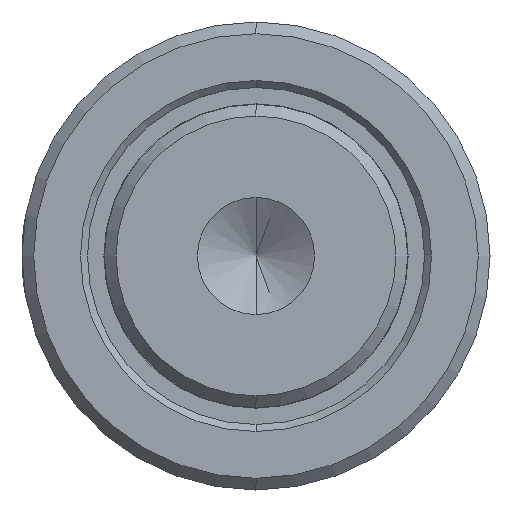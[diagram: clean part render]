
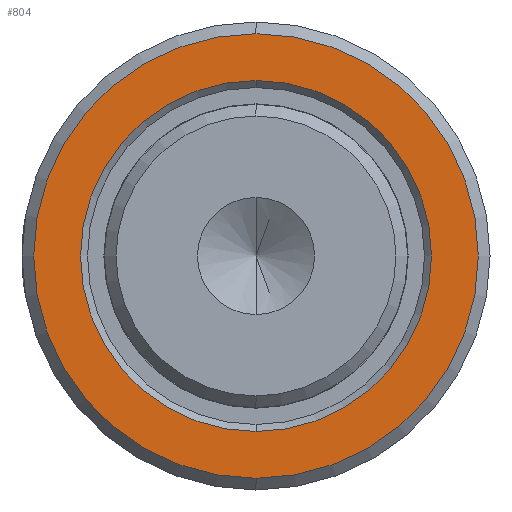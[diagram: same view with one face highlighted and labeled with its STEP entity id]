
A CAD part, left-side view. The second image highlights one B-rep face of the part: STEP entity #804.
In plain terms, the highlighted planar face has unit normal (-1, 0, 0).
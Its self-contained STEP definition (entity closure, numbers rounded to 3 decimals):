
#1 = PLANE ( 'NONE',  #255 ) ;
#10 = CARTESIAN_POINT ( 'NONE',  ( 10., -6.5, 0. ) ) ;
#14 = CARTESIAN_POINT ( 'NONE',  ( 10., 0., 7.5 ) ) ;
#48 = CARTESIAN_POINT ( 'NONE',  ( 10., 0., -9.5 ) ) ;
#57 = CARTESIAN_POINT ( 'NONE',  ( 10., 0., 0. ) ) ;
#74 = ORIENTED_EDGE ( 'NONE', *, *, #720, .T. ) ;
#118 = CIRCLE ( 'NONE', #867, 7.5 ) ;
#121 = VERTEX_POINT ( 'NONE', #276 ) ;
#206 = DIRECTION ( 'NONE',  ( 0., 0., 1. ) ) ;
#252 = EDGE_CURVE ( 'NONE', #657, #1767, #118, .T. ) ;
#255 = AXIS2_PLACEMENT_3D ( 'NONE', #10, #598, #727 ) ;
#276 = CARTESIAN_POINT ( 'NONE',  ( 10., 0., 9.5 ) ) ;
#288 = AXIS2_PLACEMENT_3D ( 'NONE', #1613, #1606, #1600 ) ;
#449 = EDGE_LOOP ( 'NONE', ( #1844, #1375 ) ) ;
#545 = CARTESIAN_POINT ( 'NONE',  ( 10., 0., 0. ) ) ;
#559 = DIRECTION ( 'NONE',  ( -1., 0., 0. ) ) ;
#598 = DIRECTION ( 'NONE',  ( -1., 0., 0. ) ) ;
#646 = AXIS2_PLACEMENT_3D ( 'NONE', #57, #1092, #206 ) ;
#657 = VERTEX_POINT ( 'NONE', #14 ) ;
#710 = DIRECTION ( 'NONE',  ( 0., 0., 1. ) ) ;
#720 = EDGE_CURVE ( 'NONE', #121, #875, #1043, .T. ) ;
#727 = DIRECTION ( 'NONE',  ( 0., 0., 1. ) ) ;
#764 = EDGE_CURVE ( 'NONE', #1767, #657, #1372, .T. ) ;
#804 = ADVANCED_FACE ( 'NONE', ( #1203, #870 ), #1, .T. ) ;
#867 = AXIS2_PLACEMENT_3D ( 'NONE', #545, #559, #710 ) ;
#870 = FACE_BOUND ( 'NONE', #449, .T. ) ;
#875 = VERTEX_POINT ( 'NONE', #48 ) ;
#887 = EDGE_CURVE ( 'NONE', #875, #121, #1476, .T. ) ;
#888 = AXIS2_PLACEMENT_3D ( 'NONE', #1045, #1039, #926 ) ;
#926 = DIRECTION ( 'NONE',  ( 0., 0., 1. ) ) ;
#1039 = DIRECTION ( 'NONE',  ( -1., 0., 0. ) ) ;
#1043 = CIRCLE ( 'NONE', #288, 9.5 ) ;
#1045 = CARTESIAN_POINT ( 'NONE',  ( 10., 0., 0. ) ) ;
#1092 = DIRECTION ( 'NONE',  ( -1., 0., 0. ) ) ;
#1153 = EDGE_LOOP ( 'NONE', ( #1599, #74 ) ) ;
#1203 = FACE_OUTER_BOUND ( 'NONE', #1153, .T. ) ;
#1372 = CIRCLE ( 'NONE', #888, 7.5 ) ;
#1375 = ORIENTED_EDGE ( 'NONE', *, *, #764, .F. ) ;
#1476 = CIRCLE ( 'NONE', #646, 9.5 ) ;
#1525 = CARTESIAN_POINT ( 'NONE',  ( 10., 0., -7.5 ) ) ;
#1599 = ORIENTED_EDGE ( 'NONE', *, *, #887, .T. ) ;
#1600 = DIRECTION ( 'NONE',  ( 0., 0., 1. ) ) ;
#1606 = DIRECTION ( 'NONE',  ( -1., 0., 0. ) ) ;
#1613 = CARTESIAN_POINT ( 'NONE',  ( 10., 0., 0. ) ) ;
#1767 = VERTEX_POINT ( 'NONE', #1525 ) ;
#1844 = ORIENTED_EDGE ( 'NONE', *, *, #252, .F. ) ;
